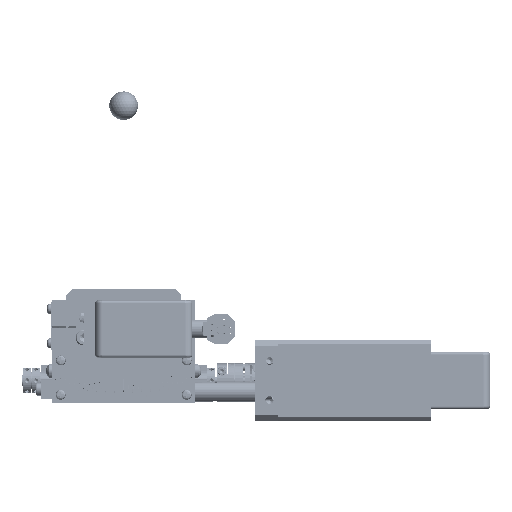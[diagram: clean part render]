
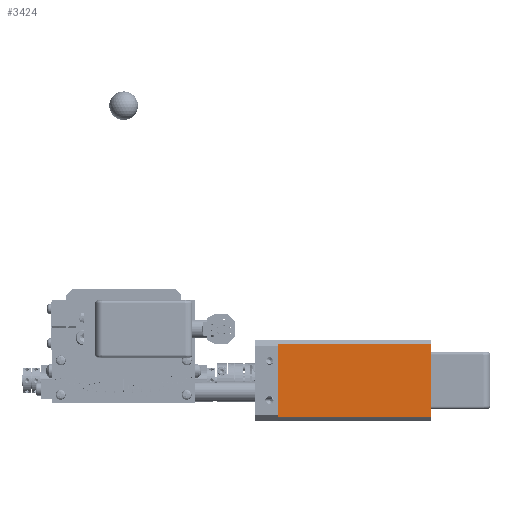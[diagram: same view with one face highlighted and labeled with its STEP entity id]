
A CAD part, front view. The second image highlights one B-rep face of the part: STEP entity #3424.
In plain terms, the highlighted planar face has unit normal (0, -1, 0).
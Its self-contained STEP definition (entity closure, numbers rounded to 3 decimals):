
#3424=ADVANCED_FACE('',(#33849),#33848,.F.);
#33848=PLANE('',#81544);
#33849=FACE_OUTER_BOUND('',#81545,.T.);
#81541=CARTESIAN_POINT('',(112.85,-14.,-7.414));
#81542=DIRECTION('',(0.,1.,0.));
#81543=DIRECTION('',(-1.,0.,0.));
#81544=AXIS2_PLACEMENT_3D('',#81541,#81542,#81543);
#81545=EDGE_LOOP('',(#115338,#115339,#115340,#115341));
#115338=ORIENTED_EDGE('',*,*,#135965,.F.);
#115339=ORIENTED_EDGE('',*,*,#135936,.T.);
#115340=ORIENTED_EDGE('',*,*,#135966,.F.);
#115341=ORIENTED_EDGE('',*,*,#135967,.F.);
#135936=EDGE_CURVE('',#186546,#186589,#186596,.T.);
#135965=EDGE_CURVE('',#186546,#186795,#186796,.T.);
#135966=EDGE_CURVE('',#186802,#186589,#186803,.T.);
#135967=EDGE_CURVE('',#186795,#186802,#186809,.T.);
#186546=VERTEX_POINT('',#261283);
#186589=VERTEX_POINT('',#261311);
#186596=LINE('',#261316,#261317);
#186795=VERTEX_POINT('',#261473);
#186796=LINE('',#261474,#261475);
#186802=VERTEX_POINT('',#261477);
#186803=LINE('',#261478,#261479);
#186809=LINE('',#261481,#261482);
#261283=CARTESIAN_POINT('',(54.,-14.,20.845));
#261311=CARTESIAN_POINT('',(54.,-14.,-4.845));
#261316=CARTESIAN_POINT('',(54.,-14.,20.845));
#261317=VECTOR('',#261318,25.69);
#261318=DIRECTION('',(0.,0.,-1.));
#261473=CARTESIAN_POINT('',(107.5,-14.,20.845));
#261474=CARTESIAN_POINT('',(54.,-14.,20.845));
#261475=VECTOR('',#261476,53.5);
#261476=DIRECTION('',(1.,0.,0.));
#261477=CARTESIAN_POINT('',(107.5,-14.,-4.845));
#261478=CARTESIAN_POINT('',(107.5,-14.,-4.845));
#261479=VECTOR('',#261480,53.5);
#261480=DIRECTION('',(-1.,0.,0.));
#261481=CARTESIAN_POINT('',(107.5,-14.,20.845));
#261482=VECTOR('',#261483,25.69);
#261483=DIRECTION('',(0.,0.,-1.));
